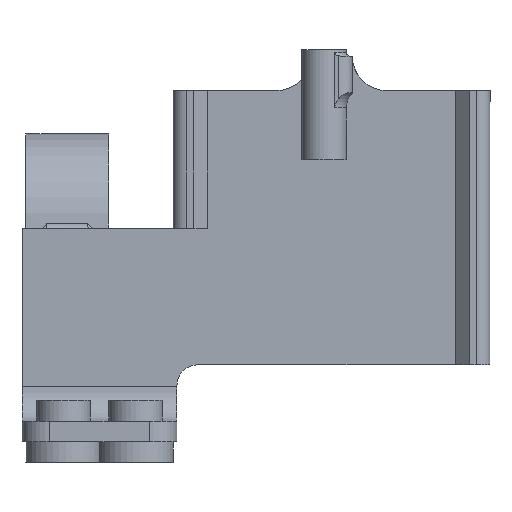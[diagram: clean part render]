
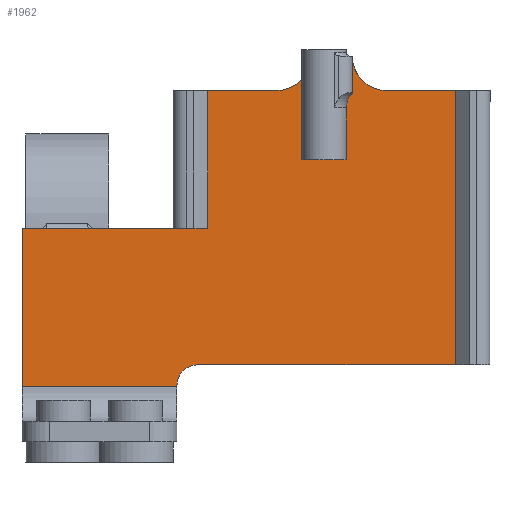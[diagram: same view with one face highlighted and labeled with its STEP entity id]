
A CAD part, front view. The second image highlights one B-rep face of the part: STEP entity #1962.
In plain terms, the highlighted planar face has unit normal (0, -1, 0).
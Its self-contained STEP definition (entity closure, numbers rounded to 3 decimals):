
#62=CIRCLE('',#2091,5.);
#75=CIRCLE('',#2113,3.);
#76=CIRCLE('',#2114,5.);
#167=PLANE('',#2112);
#221=FACE_OUTER_BOUND('',#344,.T.);
#344=EDGE_LOOP('',(#1369,#1370,#1371,#1372,#1373,#1374,#1375,#1376,#1377,
#1378,#1379,#1380,#1381,#1382,#1383,#1384));
#486=LINE('',#2940,#629);
#490=LINE('',#2958,#633);
#493=LINE('',#2966,#636);
#496=LINE('',#2971,#639);
#497=LINE('',#2975,#640);
#498=LINE('',#2977,#641);
#499=LINE('',#2979,#642);
#500=LINE('',#2982,#643);
#501=LINE('',#2984,#644);
#502=LINE('',#2985,#645);
#503=LINE('',#2987,#646);
#504=LINE('',#2989,#647);
#505=LINE('',#2990,#648);
#629=VECTOR('',#2348,10.);
#633=VECTOR('',#2368,10.);
#636=VECTOR('',#2375,10.);
#639=VECTOR('',#2380,10.);
#640=VECTOR('',#2383,10.);
#641=VECTOR('',#2384,10.);
#642=VECTOR('',#2385,10.);
#643=VECTOR('',#2388,10.);
#644=VECTOR('',#2389,10.);
#645=VECTOR('',#2390,10.);
#646=VECTOR('',#2391,10.);
#647=VECTOR('',#2392,10.);
#648=VECTOR('',#2393,10.);
#815=VERTEX_POINT('',#2886);
#819=VERTEX_POINT('',#2894);
#821=VERTEX_POINT('',#2900);
#836=VERTEX_POINT('',#2937);
#837=VERTEX_POINT('',#2939);
#842=VERTEX_POINT('',#2955);
#843=VERTEX_POINT('',#2957);
#846=VERTEX_POINT('',#2965);
#848=VERTEX_POINT('',#2972);
#849=VERTEX_POINT('',#2974);
#850=VERTEX_POINT('',#2976);
#851=VERTEX_POINT('',#2978);
#852=VERTEX_POINT('',#2981);
#853=VERTEX_POINT('',#2983);
#854=VERTEX_POINT('',#2986);
#855=VERTEX_POINT('',#2988);
#1016=EDGE_CURVE('',#815,#821,#62,.F.);
#1034=EDGE_CURVE('',#837,#836,#486,.T.);
#1043=EDGE_CURVE('',#843,#842,#490,.T.);
#1047=EDGE_CURVE('',#843,#846,#493,.T.);
#1050=EDGE_CURVE('',#837,#842,#496,.T.);
#1051=EDGE_CURVE('',#848,#836,#75,.T.);
#1052=EDGE_CURVE('',#848,#849,#497,.T.);
#1053=EDGE_CURVE('',#849,#850,#498,.T.);
#1054=EDGE_CURVE('',#851,#850,#499,.T.);
#1055=EDGE_CURVE('',#819,#851,#76,.T.);
#1056=EDGE_CURVE('',#852,#819,#500,.T.);
#1057=EDGE_CURVE('',#852,#853,#501,.T.);
#1058=EDGE_CURVE('',#815,#853,#502,.T.);
#1059=EDGE_CURVE('',#854,#821,#503,.T.);
#1060=EDGE_CURVE('',#854,#855,#504,.T.);
#1061=EDGE_CURVE('',#855,#846,#505,.T.);
#1369=ORIENTED_EDGE('',*,*,#1043,.T.);
#1370=ORIENTED_EDGE('',*,*,#1050,.F.);
#1371=ORIENTED_EDGE('',*,*,#1034,.T.);
#1372=ORIENTED_EDGE('',*,*,#1051,.F.);
#1373=ORIENTED_EDGE('',*,*,#1052,.T.);
#1374=ORIENTED_EDGE('',*,*,#1053,.T.);
#1375=ORIENTED_EDGE('',*,*,#1054,.F.);
#1376=ORIENTED_EDGE('',*,*,#1055,.F.);
#1377=ORIENTED_EDGE('',*,*,#1056,.F.);
#1378=ORIENTED_EDGE('',*,*,#1057,.T.);
#1379=ORIENTED_EDGE('',*,*,#1058,.F.);
#1380=ORIENTED_EDGE('',*,*,#1016,.T.);
#1381=ORIENTED_EDGE('',*,*,#1059,.F.);
#1382=ORIENTED_EDGE('',*,*,#1060,.T.);
#1383=ORIENTED_EDGE('',*,*,#1061,.T.);
#1384=ORIENTED_EDGE('',*,*,#1047,.F.);
#1962=ADVANCED_FACE('',(#221),#167,.T.);
#2091=AXIS2_PLACEMENT_3D('',#2902,#2315,#2316);
#2112=AXIS2_PLACEMENT_3D('',#2970,#2378,#2379);
#2113=AXIS2_PLACEMENT_3D('',#2973,#2381,#2382);
#2114=AXIS2_PLACEMENT_3D('',#2980,#2386,#2387);
#2315=DIRECTION('center_axis',(0.,-1.,0.));
#2316=DIRECTION('ref_axis',(0.707,0.,-0.707));
#2348=DIRECTION('',(0.,0.,1.));
#2368=DIRECTION('',(0.,0.,-1.));
#2375=DIRECTION('',(1.,0.,0.));
#2378=DIRECTION('center_axis',(0.,-1.,0.));
#2379=DIRECTION('ref_axis',(0.,0.,
-1.));
#2380=DIRECTION('',(-1.,0.,0.));
#2381=DIRECTION('center_axis',(0.,-1.,0.));
#2382=DIRECTION('ref_axis',(-0.707,0.,0.707));
#2383=DIRECTION('',(1.,0.,0.));
#2384=DIRECTION('',(0.,0.,1.));
#2385=DIRECTION('',(1.,0.,0.));
#2386=DIRECTION('center_axis',(0.,-1.,0.));
#2387=DIRECTION('ref_axis',(-0.707,0.,-0.707));
#2388=DIRECTION('',(0.,0.,1.));
#2389=DIRECTION('',(-1.,0.,0.));
#2390=DIRECTION('',(0.,0.,-1.));
#2391=DIRECTION('',(1.,0.,0.));
#2392=DIRECTION('',(0.,0.,-1.));
#2393=DIRECTION('',(-1.,0.,0.));
#2886=CARTESIAN_POINT('',(60.99,32.193,45.));
#2894=CARTESIAN_POINT('',(66.99,32.193,45.));
#2900=CARTESIAN_POINT('',(55.99,32.193,40.));
#2902=CARTESIAN_POINT('Origin',(55.99,32.193,45.));
#2937=CARTESIAN_POINT('',(41.528,32.193,-2.823));
#2939=CARTESIAN_POINT('',(41.528,32.193,-3.));
#2940=CARTESIAN_POINT('',(41.528,32.193,10.089));
#2955=CARTESIAN_POINT('',(19.031,32.193,-3.));
#2957=CARTESIAN_POINT('',(19.031,32.193,20.));
#2958=CARTESIAN_POINT('',(19.031,32.193,10.089));
#2965=CARTESIAN_POINT('',(40.99,32.193,20.));
#2966=CARTESIAN_POINT('',(83.99,32.193,20.));
#2970=CARTESIAN_POINT('Origin',(11.5,32.193,20.));
#2971=CARTESIAN_POINT('',(25.514,32.193,-3.));
#2972=CARTESIAN_POINT('',(44.528,32.193,0.177));
#2973=CARTESIAN_POINT('Origin',(44.528,32.193,-2.823));
#2974=CARTESIAN_POINT('',(83.99,32.193,0.177));
#2975=CARTESIAN_POINT('',(65.368,32.193,0.177));
#2976=CARTESIAN_POINT('',(83.99,32.193,40.));
#2977=CARTESIAN_POINT('',(83.99,32.193,30.));
#2978=CARTESIAN_POINT('',(71.99,32.193,40.));
#2979=CARTESIAN_POINT('',(43.99,32.193,40.));
#2980=CARTESIAN_POINT('Origin',(71.99,32.193,45.));
#2981=CARTESIAN_POINT('',(66.99,32.193,40.5));
#2982=CARTESIAN_POINT('',(66.99,32.193,30.));
#2983=CARTESIAN_POINT('',(60.99,32.193,40.5));
#2984=CARTESIAN_POINT('',(36.245,32.193,40.5));
#2985=CARTESIAN_POINT('',(60.99,32.193,30.));
#2986=CARTESIAN_POINT('',(43.99,32.193,40.));
#2987=CARTESIAN_POINT('',(43.99,32.193,40.));
#2988=CARTESIAN_POINT('',(43.99,32.193,20.));
#2989=CARTESIAN_POINT('',(43.99,32.193,20.));
#2990=CARTESIAN_POINT('',(26.245,32.193,20.));
